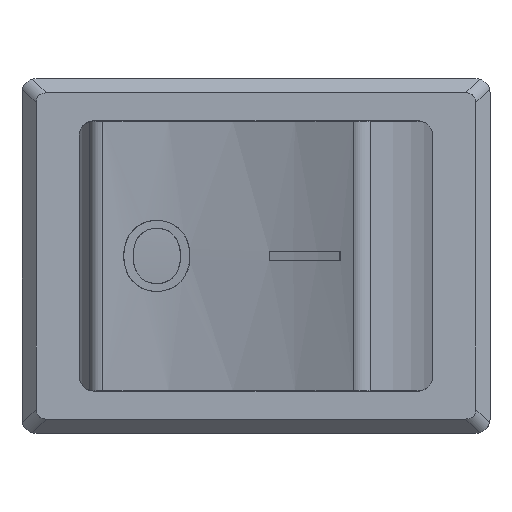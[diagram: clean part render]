
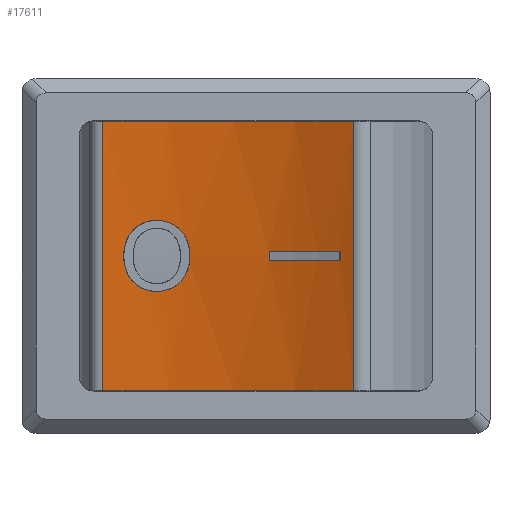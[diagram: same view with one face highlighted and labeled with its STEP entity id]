
A CAD part, top view. The second image highlights one B-rep face of the part: STEP entity #17611.
In plain terms, the highlighted cylindrical face has radius 36.471 mm (diameter 72.943 mm), a partial arc.
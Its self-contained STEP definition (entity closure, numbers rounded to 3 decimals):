
#1006=B_SPLINE_CURVE_WITH_KNOTS('',3,(#37427,#37428,#37429,#37430,#37431,
#37432,#37433,#37434,#37435,#37436,#37437,#37438,#37439,#37440,#37441,#37442,
#37443,#37444,#37445),.UNSPECIFIED.,.T.,.F.,(1,1,1,1,1,1,1,1,1,1,1,1,1,
1,1,1,1,1,1,1,1,1,1),(-0.003,-0.002,-0.001,
0.,0.001,0.002,0.003,0.004,
0.005,0.006,0.007,0.008,
0.009,0.01,0.011,0.012,
0.013,0.014,0.015,0.015,
0.016,0.017,0.018),.UNSPECIFIED.);
#1063=CYLINDRICAL_SURFACE('',#18839,36.471);
#1154=CIRCLE('',#18833,36.471);
#1160=CIRCLE('',#18840,36.471);
#1161=CIRCLE('',#18841,36.471);
#1162=CIRCLE('',#18842,36.471);
#6046=ORIENTED_EDGE('',*,*,#8660,.F.);
#6047=ORIENTED_EDGE('',*,*,#8661,.T.);
#6048=ORIENTED_EDGE('',*,*,#8648,.T.);
#6049=ORIENTED_EDGE('',*,*,#8662,.T.);
#6050=ORIENTED_EDGE('',*,*,#8663,.T.);
#6051=ORIENTED_EDGE('',*,*,#8664,.T.);
#6052=ORIENTED_EDGE('',*,*,#8665,.T.);
#6053=ORIENTED_EDGE('',*,*,#8666,.T.);
#6054=ORIENTED_EDGE('',*,*,#8667,.T.);
#8648=EDGE_CURVE('',#10372,#10373,#1154,.T.);
#8660=EDGE_CURVE('',#10384,#10385,#1160,.T.);
#8661=EDGE_CURVE('',#10384,#10372,#11993,.F.);
#8662=EDGE_CURVE('',#10373,#10385,#11994,.T.);
#8663=EDGE_CURVE('',#10386,#10387,#11995,.F.);
#8664=EDGE_CURVE('',#10387,#10388,#1161,.T.);
#8665=EDGE_CURVE('',#10388,#10389,#11996,.T.);
#8666=EDGE_CURVE('',#10389,#10386,#1162,.F.);
#8667=EDGE_CURVE('',#10390,#10390,#1006,.F.);
#10372=VERTEX_POINT('',#37390);
#10373=VERTEX_POINT('',#37391);
#10384=VERTEX_POINT('',#37415);
#10385=VERTEX_POINT('',#37416);
#10386=VERTEX_POINT('',#37420);
#10387=VERTEX_POINT('',#37421);
#10388=VERTEX_POINT('',#37423);
#10389=VERTEX_POINT('',#37425);
#10390=VERTEX_POINT('',#37446);
#11993=LINE('',#37417,#13610);
#11994=LINE('',#37418,#13611);
#11995=LINE('',#37419,#13612);
#11996=LINE('',#37424,#13613);
#13610=VECTOR('',#22169,1000.);
#13611=VECTOR('',#22170,1000.);
#13612=VECTOR('',#22171,1000.);
#13613=VECTOR('',#22174,1000.);
#14765=EDGE_LOOP('',(#6046,#6047,#6048,#6049));
#14766=EDGE_LOOP('',(#6050,#6051,#6052,#6053));
#14767=EDGE_LOOP('',(#6054));
#15907=FACE_BOUND('',#14765,.T.);
#15908=FACE_BOUND('',#14766,.T.);
#15909=FACE_BOUND('',#14767,.T.);
#17611=ADVANCED_FACE('',(#15907,#15908,#15909),#1063,.F.);
#18833=AXIS2_PLACEMENT_3D('',#37389,#22147,#22148);
#18839=AXIS2_PLACEMENT_3D('',#37413,#22165,#22166);
#18840=AXIS2_PLACEMENT_3D('',#37414,#22167,#22168);
#18841=AXIS2_PLACEMENT_3D('',#37422,#22172,#22173);
#18842=AXIS2_PLACEMENT_3D('',#37426,#22175,#22176);
#22147=DIRECTION('',(0.,-1.,0.));
#22148=DIRECTION('',(1.,0.,0.));
#22165=DIRECTION('',(0.,1.,0.));
#22166=DIRECTION('',(0.,0.,1.));
#22167=DIRECTION('',(0.,-1.,0.));
#22168=DIRECTION('',(1.,0.,0.));
#22169=DIRECTION('',(0.,1.,0.));
#22170=DIRECTION('',(0.,1.,0.));
#22171=DIRECTION('',(0.,1.,0.));
#22172=DIRECTION('',(0.,1.,0.));
#22173=DIRECTION('',(0.,0.,1.));
#22174=DIRECTION('',(0.,1.,0.));
#22175=DIRECTION('',(0.,1.,0.));
#22176=DIRECTION('',(0.,0.,1.));
#37389=CARTESIAN_POINT('',(-9.5,-9.5,36.471));
#37390=CARTESIAN_POINT('',(-8.8,-9.5,0.007));
#37391=CARTESIAN_POINT('',(8.876,-9.5,4.968));
#37413=CARTESIAN_POINT('',(-9.5,-9.5,36.471));
#37414=CARTESIAN_POINT('',(-9.5,9.5,36.471));
#37415=CARTESIAN_POINT('',(-8.8,9.5,0.007));
#37416=CARTESIAN_POINT('',(8.876,9.5,4.968));
#37417=CARTESIAN_POINT('',(-8.8,-9.5,0.007));
#37418=CARTESIAN_POINT('',(8.876,-9.5,4.968));
#37419=CARTESIAN_POINT('',(7.922,0.,4.43));
#37420=CARTESIAN_POINT('',(7.922,0.33,4.43));
#37421=CARTESIAN_POINT('',(7.922,-0.33,4.43));
#37422=CARTESIAN_POINT('',(-9.5,-0.33,36.471));
#37423=CARTESIAN_POINT('',(2.922,-0.33,2.181));
#37424=CARTESIAN_POINT('',(2.922,0.,2.181));
#37425=CARTESIAN_POINT('',(2.922,0.33,2.181));
#37426=CARTESIAN_POINT('',(-9.5,0.33,36.471));
#37427=CARTESIAN_POINT('',(-2.745,-0.894,0.631));
#37428=CARTESIAN_POINT('',(-2.63,0.071,0.653));
#37429=CARTESIAN_POINT('',(-2.792,1.032,0.622));
#37430=CARTESIAN_POINT('',(-3.279,1.881,0.532));
#37431=CARTESIAN_POINT('',(-4.103,2.41,0.398));
#37432=CARTESIAN_POINT('',(-5.059,2.552,0.267));
#37433=CARTESIAN_POINT('',(-6.017,2.377,0.163));
#37434=CARTESIAN_POINT('',(-6.809,1.784,0.098));
#37435=CARTESIAN_POINT('',(-7.253,0.909,0.069));
#37436=CARTESIAN_POINT('',(-7.369,-0.056,0.062));
#37437=CARTESIAN_POINT('',(-7.219,-1.017,0.071));
#37438=CARTESIAN_POINT('',(-6.723,-1.869,0.104));
#37439=CARTESIAN_POINT('',(-5.893,-2.413,0.175));
#37440=CARTESIAN_POINT('',(-4.926,-2.558,0.284));
#37441=CARTESIAN_POINT('',(-3.977,-2.351,0.417));
#37442=CARTESIAN_POINT('',(-3.183,-1.782,0.549));
#37443=CARTESIAN_POINT('',(-2.745,-0.894,0.631));
#37444=CARTESIAN_POINT('',(-2.63,0.071,0.653));
#37445=CARTESIAN_POINT('',(-2.792,1.032,0.622));
#37446=CARTESIAN_POINT('',(-2.676,0.071,0.644));
